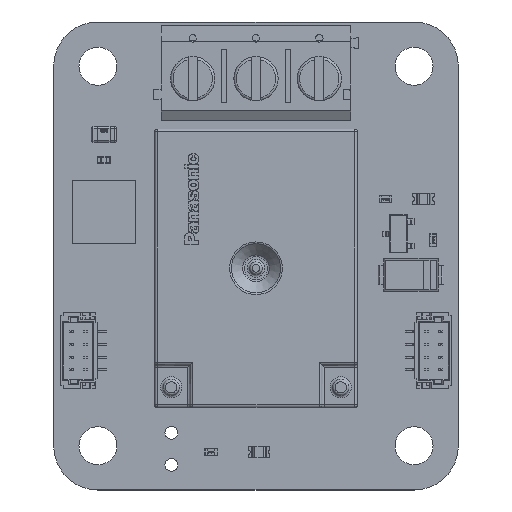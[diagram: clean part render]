
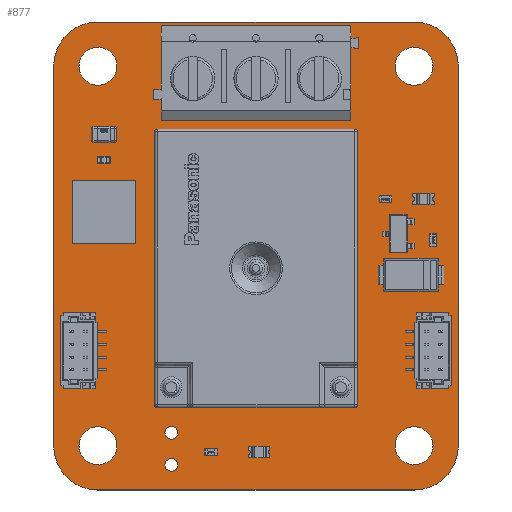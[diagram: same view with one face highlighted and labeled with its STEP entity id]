
A CAD part, top view. The second image highlights one B-rep face of the part: STEP entity #877.
In plain terms, the highlighted planar face has unit normal (0, 0, 1).
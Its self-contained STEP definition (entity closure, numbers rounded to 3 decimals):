
#108 = VERTEX_POINT('',#109);
#109 = CARTESIAN_POINT('',(0.,3.5,0.197));
#115 = EDGE_CURVE('',#108,#116,#118,.T.);
#116 = VERTEX_POINT('',#117);
#117 = CARTESIAN_POINT('',(0.,33.5,0.197));
#118 = LINE('',#119,#120);
#119 = CARTESIAN_POINT('',(0.,3.5,0.197));
#120 = VECTOR('',#121,1.);
#121 = DIRECTION('',(0.,1.,0.));
#146 = EDGE_CURVE('',#116,#147,#149,.T.);
#147 = VERTEX_POINT('',#148);
#148 = CARTESIAN_POINT('',(3.5,37.,0.197));
#149 = CIRCLE('',#150,3.5);
#150 = AXIS2_PLACEMENT_3D('',#151,#152,#153);
#151 = CARTESIAN_POINT('',(3.5,33.5,0.197));
#152 = DIRECTION('',(0.,0.,-1.));
#153 = DIRECTION('',(-1.,0.,-0.));
#179 = EDGE_CURVE('',#147,#180,#182,.T.);
#180 = VERTEX_POINT('',#181);
#181 = CARTESIAN_POINT('',(28.5,37.,0.197));
#182 = LINE('',#183,#184);
#183 = CARTESIAN_POINT('',(3.5,37.,0.197));
#184 = VECTOR('',#185,1.);
#185 = DIRECTION('',(1.,0.,0.));
#210 = EDGE_CURVE('',#180,#211,#213,.T.);
#211 = VERTEX_POINT('',#212);
#212 = CARTESIAN_POINT('',(32.,33.5,0.197));
#213 = CIRCLE('',#214,3.5);
#214 = AXIS2_PLACEMENT_3D('',#215,#216,#217);
#215 = CARTESIAN_POINT('',(28.5,33.5,0.197));
#216 = DIRECTION('',(0.,0.,-1.));
#217 = DIRECTION('',(0.,1.,0.));
#243 = EDGE_CURVE('',#211,#244,#246,.T.);
#244 = VERTEX_POINT('',#245);
#245 = CARTESIAN_POINT('',(32.,3.5,0.197));
#246 = LINE('',#247,#248);
#247 = CARTESIAN_POINT('',(32.,33.5,0.197));
#248 = VECTOR('',#249,1.);
#249 = DIRECTION('',(0.,-1.,0.));
#274 = EDGE_CURVE('',#244,#275,#277,.T.);
#275 = VERTEX_POINT('',#276);
#276 = CARTESIAN_POINT('',(28.5,0.,0.197));
#277 = CIRCLE('',#278,3.5);
#278 = AXIS2_PLACEMENT_3D('',#279,#280,#281);
#279 = CARTESIAN_POINT('',(28.5,3.5,0.197));
#280 = DIRECTION('',(0.,0.,-1.));
#281 = DIRECTION('',(1.,0.,0.));
#307 = EDGE_CURVE('',#275,#308,#310,.T.);
#308 = VERTEX_POINT('',#309);
#309 = CARTESIAN_POINT('',(3.5,0.,0.197));
#310 = LINE('',#311,#312);
#311 = CARTESIAN_POINT('',(28.5,0.,0.197));
#312 = VECTOR('',#313,1.);
#313 = DIRECTION('',(-1.,0.,0.));
#338 = EDGE_CURVE('',#308,#108,#339,.T.);
#339 = CIRCLE('',#340,3.5);
#340 = AXIS2_PLACEMENT_3D('',#341,#342,#343);
#341 = CARTESIAN_POINT('',(3.5,3.5,0.197));
#342 = DIRECTION('',(0.,0.,-1.));
#343 = DIRECTION('',(0.,-1.,0.));
#364 = VERTEX_POINT('',#365);
#365 = CARTESIAN_POINT('',(5.,3.5,0.197));
#371 = EDGE_CURVE('',#364,#364,#372,.T.);
#372 = CIRCLE('',#373,1.5);
#373 = AXIS2_PLACEMENT_3D('',#374,#375,#376);
#374 = CARTESIAN_POINT('',(3.5,3.5,0.197));
#375 = DIRECTION('',(0.,0.,1.));
#376 = DIRECTION('',(1.,0.,-0.));
#397 = VERTEX_POINT('',#398);
#398 = CARTESIAN_POINT('',(9.818,1.98,0.197));
#404 = EDGE_CURVE('',#397,#397,#405,.T.);
#405 = CIRCLE('',#406,0.508);
#406 = AXIS2_PLACEMENT_3D('',#407,#408,#409);
#407 = CARTESIAN_POINT('',(9.31,1.98,0.197));
#408 = DIRECTION('',(0.,0.,1.));
#409 = DIRECTION('',(1.,0.,-0.));
#430 = VERTEX_POINT('',#431);
#431 = CARTESIAN_POINT('',(9.818,4.52,0.197));
#437 = EDGE_CURVE('',#430,#430,#438,.T.);
#438 = CIRCLE('',#439,0.508);
#439 = AXIS2_PLACEMENT_3D('',#440,#441,#442);
#440 = CARTESIAN_POINT('',(9.31,4.52,0.197));
#441 = DIRECTION('',(0.,0.,1.));
#442 = DIRECTION('',(1.,0.,-0.));
#463 = VERTEX_POINT('',#464);
#464 = CARTESIAN_POINT('',(10.65,23.,0.197));
#470 = EDGE_CURVE('',#463,#463,#471,.T.);
#471 = CIRCLE('',#472,0.65);
#472 = AXIS2_PLACEMENT_3D('',#473,#474,#475);
#473 = CARTESIAN_POINT('',(10.,23.,0.197));
#474 = DIRECTION('',(0.,0.,1.));
#475 = DIRECTION('',(1.,0.,-0.));
#496 = VERTEX_POINT('',#497);
#497 = CARTESIAN_POINT('',(5.,33.5,0.197));
#503 = EDGE_CURVE('',#496,#496,#504,.T.);
#504 = CIRCLE('',#505,1.5);
#505 = AXIS2_PLACEMENT_3D('',#506,#507,#508);
#506 = CARTESIAN_POINT('',(3.5,33.5,0.197));
#507 = DIRECTION('',(0.,0.,1.));
#508 = DIRECTION('',(1.,0.,-0.));
#529 = VERTEX_POINT('',#530);
#530 = CARTESIAN_POINT('',(10.65,10.8,0.197));
#536 = EDGE_CURVE('',#529,#529,#537,.T.);
#537 = CIRCLE('',#538,0.65);
#538 = AXIS2_PLACEMENT_3D('',#539,#540,#541);
#539 = CARTESIAN_POINT('',(10.,10.8,0.197));
#540 = DIRECTION('',(0.,0.,1.));
#541 = DIRECTION('',(1.,0.,-0.));
#562 = VERTEX_POINT('',#563);
#563 = CARTESIAN_POINT('',(11.65,32.5,0.197));
#569 = EDGE_CURVE('',#562,#562,#570,.T.);
#570 = CIRCLE('',#571,0.65);
#571 = AXIS2_PLACEMENT_3D('',#572,#573,#574);
#572 = CARTESIAN_POINT('',(11.,32.5,0.197));
#573 = DIRECTION('',(0.,0.,1.));
#574 = DIRECTION('',(1.,0.,-0.));
#595 = VERTEX_POINT('',#596);
#596 = CARTESIAN_POINT('',(16.65,8.8,0.197));
#602 = EDGE_CURVE('',#595,#595,#603,.T.);
#603 = CIRCLE('',#604,0.65);
#604 = AXIS2_PLACEMENT_3D('',#605,#606,#607);
#605 = CARTESIAN_POINT('',(16.,8.8,0.197));
#606 = DIRECTION('',(0.,0.,1.));
#607 = DIRECTION('',(1.,0.,-0.));
#628 = VERTEX_POINT('',#629);
#629 = CARTESIAN_POINT('',(30.,3.5,0.197));
#635 = EDGE_CURVE('',#628,#628,#636,.T.);
#636 = CIRCLE('',#637,1.5);
#637 = AXIS2_PLACEMENT_3D('',#638,#639,#640);
#638 = CARTESIAN_POINT('',(28.5,3.5,0.197));
#639 = DIRECTION('',(0.,0.,1.));
#640 = DIRECTION('',(1.,0.,-0.));
#661 = VERTEX_POINT('',#662);
#662 = CARTESIAN_POINT('',(22.65,10.8,0.197));
#668 = EDGE_CURVE('',#661,#661,#669,.T.);
#669 = CIRCLE('',#670,0.65);
#670 = AXIS2_PLACEMENT_3D('',#671,#672,#673);
#671 = CARTESIAN_POINT('',(22.,10.8,0.197));
#672 = DIRECTION('',(0.,0.,1.));
#673 = DIRECTION('',(1.,0.,-0.));
#694 = VERTEX_POINT('',#695);
#695 = CARTESIAN_POINT('',(21.65,32.5,0.197));
#701 = EDGE_CURVE('',#694,#694,#702,.T.);
#702 = CIRCLE('',#703,0.65);
#703 = AXIS2_PLACEMENT_3D('',#704,#705,#706);
#704 = CARTESIAN_POINT('',(21.,32.5,0.197));
#705 = DIRECTION('',(0.,0.,1.));
#706 = DIRECTION('',(1.,0.,-0.));
#727 = VERTEX_POINT('',#728);
#728 = CARTESIAN_POINT('',(16.65,32.5,0.197));
#734 = EDGE_CURVE('',#727,#727,#735,.T.);
#735 = CIRCLE('',#736,0.65);
#736 = AXIS2_PLACEMENT_3D('',#737,#738,#739);
#737 = CARTESIAN_POINT('',(16.,32.5,0.197));
#738 = DIRECTION('',(0.,0.,1.));
#739 = DIRECTION('',(1.,0.,-0.));
#760 = VERTEX_POINT('',#761);
#761 = CARTESIAN_POINT('',(22.65,23.,0.197));
#767 = EDGE_CURVE('',#760,#760,#768,.T.);
#768 = CIRCLE('',#769,0.65);
#769 = AXIS2_PLACEMENT_3D('',#770,#771,#772);
#770 = CARTESIAN_POINT('',(22.,23.,0.197));
#771 = DIRECTION('',(0.,0.,1.));
#772 = DIRECTION('',(1.,0.,-0.));
#793 = VERTEX_POINT('',#794);
#794 = CARTESIAN_POINT('',(30.,33.5,0.197));
#800 = EDGE_CURVE('',#793,#793,#801,.T.);
#801 = CIRCLE('',#802,1.5);
#802 = AXIS2_PLACEMENT_3D('',#803,#804,#805);
#803 = CARTESIAN_POINT('',(28.5,33.5,0.197));
#804 = DIRECTION('',(0.,0.,1.));
#805 = DIRECTION('',(1.,0.,-0.));
#877 = ADVANCED_FACE('',(#878,#888,#891,#894,#897,#900,#903,#906,#909,
    #912,#915,#918,#921,#924,#927),#930,.F.);
#878 = FACE_BOUND('',#879,.F.);
#879 = EDGE_LOOP('',(#880,#881,#882,#883,#884,#885,#886,#887));
#880 = ORIENTED_EDGE('',*,*,#115,.T.);
#881 = ORIENTED_EDGE('',*,*,#146,.T.);
#882 = ORIENTED_EDGE('',*,*,#179,.T.);
#883 = ORIENTED_EDGE('',*,*,#210,.T.);
#884 = ORIENTED_EDGE('',*,*,#243,.T.);
#885 = ORIENTED_EDGE('',*,*,#274,.T.);
#886 = ORIENTED_EDGE('',*,*,#307,.T.);
#887 = ORIENTED_EDGE('',*,*,#338,.T.);
#888 = FACE_BOUND('',#889,.F.);
#889 = EDGE_LOOP('',(#890));
#890 = ORIENTED_EDGE('',*,*,#371,.T.);
#891 = FACE_BOUND('',#892,.F.);
#892 = EDGE_LOOP('',(#893));
#893 = ORIENTED_EDGE('',*,*,#404,.T.);
#894 = FACE_BOUND('',#895,.F.);
#895 = EDGE_LOOP('',(#896));
#896 = ORIENTED_EDGE('',*,*,#437,.T.);
#897 = FACE_BOUND('',#898,.F.);
#898 = EDGE_LOOP('',(#899));
#899 = ORIENTED_EDGE('',*,*,#470,.T.);
#900 = FACE_BOUND('',#901,.F.);
#901 = EDGE_LOOP('',(#902));
#902 = ORIENTED_EDGE('',*,*,#503,.T.);
#903 = FACE_BOUND('',#904,.F.);
#904 = EDGE_LOOP('',(#905));
#905 = ORIENTED_EDGE('',*,*,#536,.T.);
#906 = FACE_BOUND('',#907,.F.);
#907 = EDGE_LOOP('',(#908));
#908 = ORIENTED_EDGE('',*,*,#569,.T.);
#909 = FACE_BOUND('',#910,.F.);
#910 = EDGE_LOOP('',(#911));
#911 = ORIENTED_EDGE('',*,*,#602,.T.);
#912 = FACE_BOUND('',#913,.F.);
#913 = EDGE_LOOP('',(#914));
#914 = ORIENTED_EDGE('',*,*,#635,.T.);
#915 = FACE_BOUND('',#916,.F.);
#916 = EDGE_LOOP('',(#917));
#917 = ORIENTED_EDGE('',*,*,#668,.T.);
#918 = FACE_BOUND('',#919,.F.);
#919 = EDGE_LOOP('',(#920));
#920 = ORIENTED_EDGE('',*,*,#701,.T.);
#921 = FACE_BOUND('',#922,.F.);
#922 = EDGE_LOOP('',(#923));
#923 = ORIENTED_EDGE('',*,*,#734,.T.);
#924 = FACE_BOUND('',#925,.F.);
#925 = EDGE_LOOP('',(#926));
#926 = ORIENTED_EDGE('',*,*,#767,.T.);
#927 = FACE_BOUND('',#928,.F.);
#928 = EDGE_LOOP('',(#929));
#929 = ORIENTED_EDGE('',*,*,#800,.T.);
#930 = PLANE('',#931);
#931 = AXIS2_PLACEMENT_3D('',#932,#933,#934);
#932 = CARTESIAN_POINT('',(16.,18.5,0.197));
#933 = DIRECTION('',(-0.,-0.,-1.));
#934 = DIRECTION('',(-1.,0.,0.));
